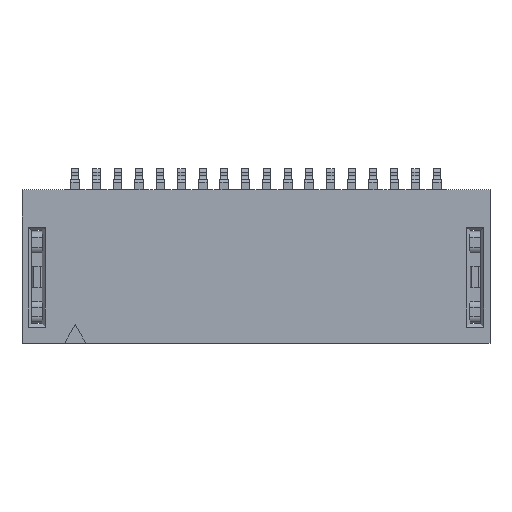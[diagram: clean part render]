
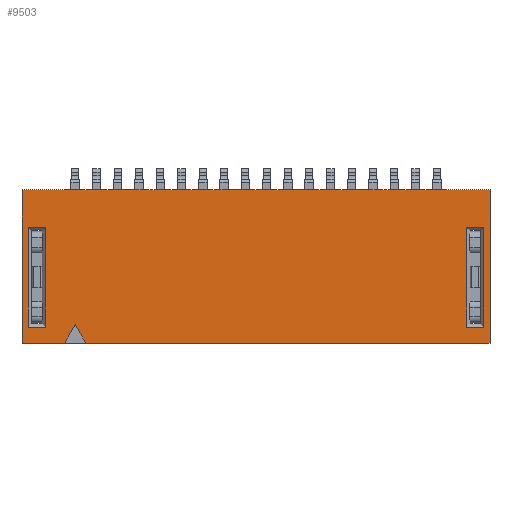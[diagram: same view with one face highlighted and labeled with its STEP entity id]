
A CAD part, top view. The second image highlights one B-rep face of the part: STEP entity #9503.
In plain terms, the highlighted planar face has unit normal (0, 0, 1).
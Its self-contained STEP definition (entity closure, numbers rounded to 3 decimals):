
#458=ORIENTED_EDGE('',*,*,#3344,.T.);
#459=ORIENTED_EDGE('',*,*,#3345,.T.);
#460=ORIENTED_EDGE('',*,*,#3346,.T.);
#461=ORIENTED_EDGE('',*,*,#3347,.T.);
#462=ORIENTED_EDGE('',*,*,#3348,.T.);
#463=ORIENTED_EDGE('',*,*,#3349,.T.);
#464=ORIENTED_EDGE('',*,*,#3350,.T.);
#465=ORIENTED_EDGE('',*,*,#3351,.T.);
#466=ORIENTED_EDGE('',*,*,#3352,.F.);
#467=ORIENTED_EDGE('',*,*,#3353,.T.);
#468=ORIENTED_EDGE('',*,*,#3354,.T.);
#469=ORIENTED_EDGE('',*,*,#3355,.F.);
#470=ORIENTED_EDGE('',*,*,#3356,.T.);
#471=ORIENTED_EDGE('',*,*,#3357,.T.);
#472=ORIENTED_EDGE('',*,*,#3358,.F.);
#3344=EDGE_CURVE('',#4787,#4788,#5725,.T.);
#3345=EDGE_CURVE('',#4788,#4789,#5726,.T.);
#3346=EDGE_CURVE('',#4789,#4790,#5727,.T.);
#3347=EDGE_CURVE('',#4790,#4787,#5728,.T.);
#3348=EDGE_CURVE('',#4791,#4792,#5729,.T.);
#3349=EDGE_CURVE('',#4792,#4793,#5730,.T.);
#3350=EDGE_CURVE('',#4793,#4794,#5731,.T.);
#3351=EDGE_CURVE('',#4794,#4791,#5732,.T.);
#3352=EDGE_CURVE('',#4795,#4796,#5733,.T.);
#3353=EDGE_CURVE('',#4795,#4797,#5734,.T.);
#3354=EDGE_CURVE('',#4797,#4798,#5735,.T.);
#3355=EDGE_CURVE('',#4799,#4798,#5736,.T.);
#3356=EDGE_CURVE('',#4799,#4800,#5737,.T.);
#3357=EDGE_CURVE('',#4800,#4801,#5738,.T.);
#3358=EDGE_CURVE('',#4796,#4801,#5739,.T.);
#4787=VERTEX_POINT('',#14378);
#4788=VERTEX_POINT('',#14379);
#4789=VERTEX_POINT('',#14381);
#4790=VERTEX_POINT('',#14383);
#4791=VERTEX_POINT('',#14386);
#4792=VERTEX_POINT('',#14387);
#4793=VERTEX_POINT('',#14389);
#4794=VERTEX_POINT('',#14391);
#4795=VERTEX_POINT('',#14394);
#4796=VERTEX_POINT('',#14395);
#4797=VERTEX_POINT('',#14397);
#4798=VERTEX_POINT('',#14399);
#4799=VERTEX_POINT('',#14401);
#4800=VERTEX_POINT('',#14403);
#4801=VERTEX_POINT('',#14405);
#5725=LINE('',#14377,#6962);
#5726=LINE('',#14380,#6963);
#5727=LINE('',#14382,#6964);
#5728=LINE('',#14384,#6965);
#5729=LINE('',#14385,#6966);
#5730=LINE('',#14388,#6967);
#5731=LINE('',#14390,#6968);
#5732=LINE('',#14392,#6969);
#5733=LINE('',#14393,#6970);
#5734=LINE('',#14396,#6971);
#5735=LINE('',#14398,#6972);
#5736=LINE('',#14400,#6973);
#5737=LINE('',#14402,#6974);
#5738=LINE('',#14404,#6975);
#5739=LINE('',#14406,#6976);
#6962=VECTOR('',#11718,1000.);
#6963=VECTOR('',#11719,1000.);
#6964=VECTOR('',#11720,1000.);
#6965=VECTOR('',#11721,1000.);
#6966=VECTOR('',#11722,1000.);
#6967=VECTOR('',#11723,1000.);
#6968=VECTOR('',#11724,1000.);
#6969=VECTOR('',#11725,1000.);
#6970=VECTOR('',#11726,1000.);
#6971=VECTOR('',#11727,1000.);
#6972=VECTOR('',#11728,1000.);
#6973=VECTOR('',#11729,1000.);
#6974=VECTOR('',#11730,1000.);
#6975=VECTOR('',#11731,1000.);
#6976=VECTOR('',#11732,1000.);
#8175=EDGE_LOOP('',(#458,#459,#460,#461));
#8176=EDGE_LOOP('',(#462,#463,#464,#465));
#8177=EDGE_LOOP('',(#466,#467,#468,#469,#470,#471,#472));
#8658=FACE_BOUND('',#8175,.T.);
#8659=FACE_BOUND('',#8176,.T.);
#8660=FACE_BOUND('',#8177,.T.);
#9137=PLANE('',#10981);
#9503=ADVANCED_FACE('',(#8658,#8659,#8660),#9137,.T.);
#10981=AXIS2_PLACEMENT_3D('',#14376,#11716,#11717);
#11716=DIRECTION('',(0.,0.,1.));
#11717=DIRECTION('',(0.,-1.,0.));
#11718=DIRECTION('',(-1.,0.,0.));
#11719=DIRECTION('',(0.,1.,0.));
#11720=DIRECTION('',(1.,0.,0.));
#11721=DIRECTION('',(0.,-1.,0.));
#11722=DIRECTION('',(0.,1.,0.));
#11723=DIRECTION('',(1.,0.,0.));
#11724=DIRECTION('',(0.,-1.,0.));
#11725=DIRECTION('',(-1.,0.,0.));
#11726=DIRECTION('',(-1.,0.,0.));
#11727=DIRECTION('',(0.5,0.866,0.));
#11728=DIRECTION('',(0.5,-0.866,0.));
#11729=DIRECTION('',(-1.,0.,0.));
#11730=DIRECTION('',(0.,1.,0.));
#11731=DIRECTION('',(-1.,0.,0.));
#11732=DIRECTION('',(0.,1.,0.));
#14376=CARTESIAN_POINT('',(5.5,-1.8,0.58));
#14377=CARTESIAN_POINT('',(5.025,-1.425,0.58));
#14378=CARTESIAN_POINT('',(5.35,-1.425,0.58));
#14379=CARTESIAN_POINT('',(4.95,-1.425,0.58));
#14380=CARTESIAN_POINT('',(4.95,0.85,0.58));
#14381=CARTESIAN_POINT('',(4.95,0.925,0.58));
#14382=CARTESIAN_POINT('',(5.275,0.925,0.58));
#14383=CARTESIAN_POINT('',(5.35,0.925,0.58));
#14384=CARTESIAN_POINT('',(5.35,-1.35,0.58));
#14385=CARTESIAN_POINT('',(-5.35,-1.8,0.58));
#14386=CARTESIAN_POINT('',(-5.35,-1.425,0.58));
#14387=CARTESIAN_POINT('',(-5.35,0.925,0.58));
#14388=CARTESIAN_POINT('',(5.5,0.925,0.58));
#14389=CARTESIAN_POINT('',(-4.95,0.925,0.58));
#14390=CARTESIAN_POINT('',(-4.95,-1.8,0.58));
#14391=CARTESIAN_POINT('',(-4.95,-1.425,0.58));
#14392=CARTESIAN_POINT('',(5.5,-1.425,0.58));
#14393=CARTESIAN_POINT('',(5.5,-1.8,0.58));
#14394=CARTESIAN_POINT('',(-4.5,-1.8,0.58));
#14395=CARTESIAN_POINT('',(-5.5,-1.8,0.58));
#14396=CARTESIAN_POINT('',(-4.5,-1.8,0.58));
#14397=CARTESIAN_POINT('',(-4.25,-1.367,0.58));
#14398=CARTESIAN_POINT('',(-4.25,-1.367,0.58));
#14399=CARTESIAN_POINT('',(-4.,-1.8,0.58));
#14400=CARTESIAN_POINT('',(5.5,-1.8,0.58));
#14401=CARTESIAN_POINT('',(5.5,-1.8,0.58));
#14402=CARTESIAN_POINT('',(5.5,-1.8,0.58));
#14403=CARTESIAN_POINT('',(5.5,1.8,0.58));
#14404=CARTESIAN_POINT('',(5.5,1.8,0.58));
#14405=CARTESIAN_POINT('',(-5.5,1.8,0.58));
#14406=CARTESIAN_POINT('',(-5.5,-1.8,0.58));
